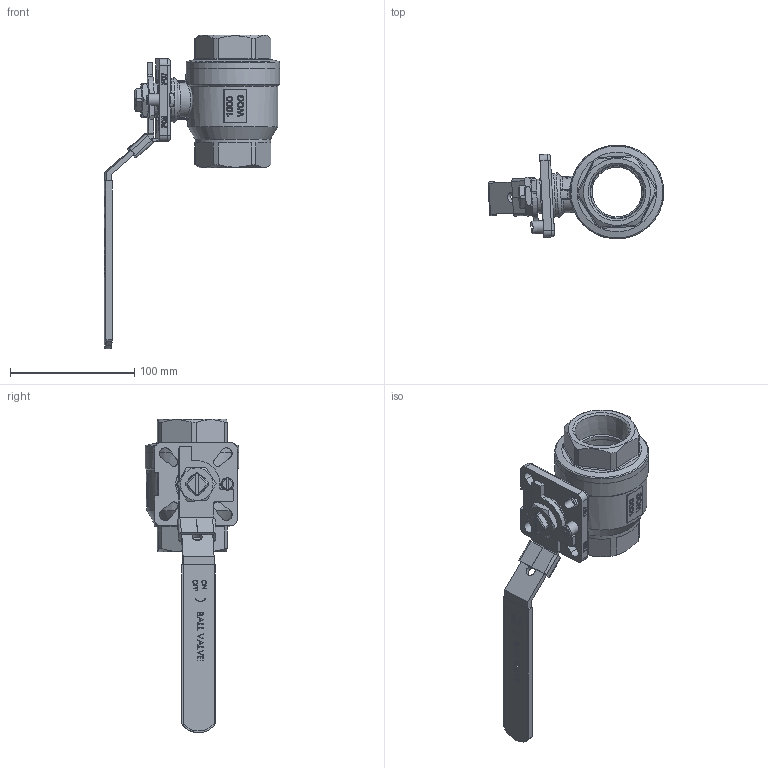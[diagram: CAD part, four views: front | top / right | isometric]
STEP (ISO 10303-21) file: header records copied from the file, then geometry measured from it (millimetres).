
FILE_DESCRIPTION(/* description */ ('Unknown'),/* implementation_level */ '2;1');
FILE_NAME(/* name */ '9652-08',/* time_stamp */ '2022-04-04T09:24:08+02:00',/* author */ ('Unknown'),/* organization */ ('Unknown'),/* preprocessor_version */ 'ST-DEVELOPER v16.7',/* originating_system */ 'Solid Edge',/* authorisation */ 'Unknown');
FILE_SCHEMA (('AUTOMOTIVE_DESIGN {1 0 10303 214 3 1 1}'));
Length unit declared in the file: millimetre
Products named in the file (12): MV-82 DN40; DN40 STEM; Plasti Cover; NUT M18 _NUT  M18; Plate Washer DN40; BODY GASKET DN40; Nut Stopper DN40; STOP PIN DN40; DN40 Lock Device; CAP DN40; DN40 Handle; DN40 BODY
Assembly tree (12 placements, depth 2):
  MV-82 DN40
    DN40 STEM
    Plasti Cover
    NUT M18 _NUT  M18  x2
    Plate Washer DN40
    BODY GASKET DN40
    Nut Stopper DN40
    STOP PIN DN40
    DN40 Lock Device
    CAP DN40
    DN40 Handle
    DN40 BODY
Bounding box: 141.2 x 75.41 x 252.25 mm (x, y, z)
Volume: 219536.3 mm3; surface area: 113011.4 mm2
Topology: 12 solids, 12 shells, 806 faces, 2089 edges, 1371 vertices
Faces by surface type: plane 466, bspline 178, cylinder 109, cone 36, torus 17
Full cylindrical faces by diameter (mm): 5 x1, 6 x1, 8 x1, 10 x1, 13.4 x1, 15.294 x2, 18 x2, 18.1 x1, 18.5 x1, 22.5 x1, 22.7 x2, 27.5 x1, 28.5 x1, 32.5 x1, 40 x2, 56 x2, 61 x1, 62.6 x1, 64 x1, 68.2 x2, 68.3 x1, 72.2 x1, 72.5 x2, 75.5 x2
Entity records: 40030 total; most frequent: CARTESIAN_POINT 21709, ORIENTED_EDGE 3970, DIRECTION 3091, EDGE_CURVE 1985, VERTEX_POINT 1334, LINE 1243, VECTOR 1243, EDGE_LOOP 945
